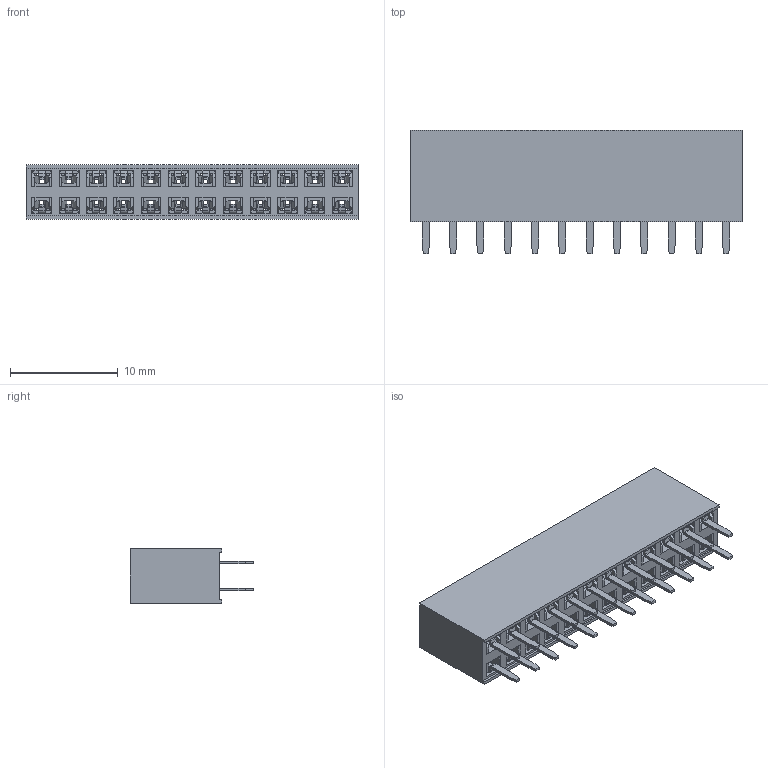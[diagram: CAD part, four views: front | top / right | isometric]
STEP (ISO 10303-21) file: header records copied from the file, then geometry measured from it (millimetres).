
FILE_DESCRIPTION (( 'STEP AP214' ), '1' );
FILE_NAME ('User Library-m20-7831242_asm.STEP', '2020-03-05T10:05:30', ( '' ), ( '' ), 'SwSTEP 2.0', 'SolidWorks 2019', '' );
FILE_SCHEMA (( 'AUTOMOTIVE_DESIGN' ));
Length unit declared in the file: millimetre
Products named in the file (3): M20-78312_MOULD; User Library-m20-7831242_asm; M20-782_CONTACT
Assembly tree (25 placements, depth 2):
  User Library-m20-7831242_asm
    M20-78312_MOULD
    M20-782_CONTACT  x24
Bounding box: 30.88 x 11.5 x 5.04 mm (x, y, z)
Volume: 963.8 mm3; surface area: 3096.3 mm2
Topology: 25 solids, 25 shells, 2482 faces, 6528 edges, 4144 vertices
Faces by surface type: plane 1954, cylinder 528
Entity records: 16855 total; most frequent: CARTESIAN_POINT 2211, ORIENTED_EDGE 2062, DIRECTION 1911, EDGE_CURVE 1031, LINE 983, VECTOR 983, VERTEX_POINT 648, EDGE_LOOP 485
